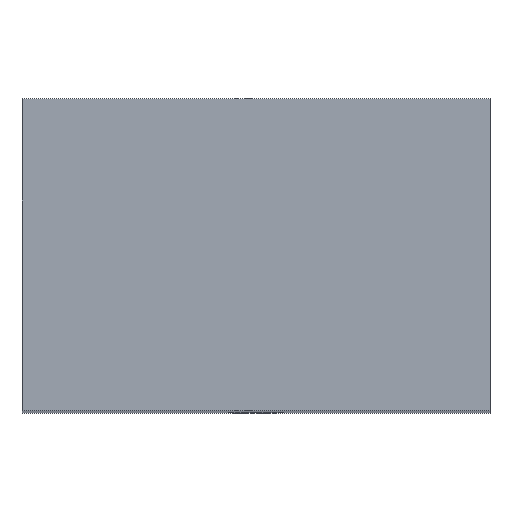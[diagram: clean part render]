
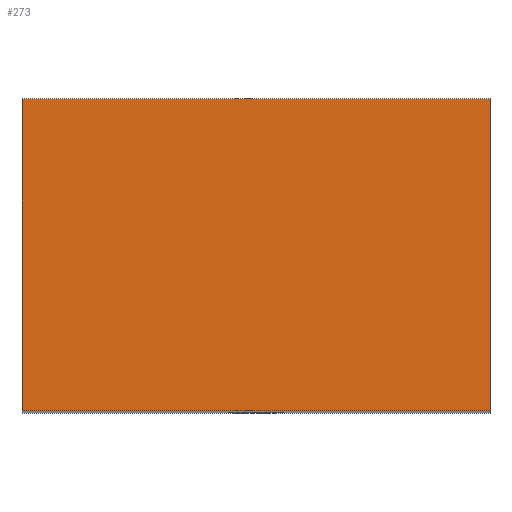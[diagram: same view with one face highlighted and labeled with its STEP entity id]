
A CAD part, top view. The second image highlights one B-rep face of the part: STEP entity #273.
In plain terms, the highlighted planar face has unit normal (0, 0, 1).
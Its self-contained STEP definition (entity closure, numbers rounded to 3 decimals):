
#43=FACE_OUTER_BOUND('',#61,.T.);
#61=EDGE_LOOP('',(#243,#244,#245,#246));
#81=LINE('',#441,#109);
#84=LINE('',#447,#112);
#87=LINE('',#453,#115);
#90=LINE('',#457,#118);
#109=VECTOR('',#365,10.);
#112=VECTOR('',#370,10.);
#115=VECTOR('',#375,10.);
#118=VECTOR('',#380,10.);
#137=VERTEX_POINT('',#438);
#138=VERTEX_POINT('',#440);
#140=VERTEX_POINT('',#446);
#142=VERTEX_POINT('',#452);
#169=EDGE_CURVE('',#138,#137,#81,.T.);
#172=EDGE_CURVE('',#140,#138,#84,.T.);
#175=EDGE_CURVE('',#142,#140,#87,.T.);
#178=EDGE_CURVE('',#137,#142,#90,.T.);
#243=ORIENTED_EDGE('',*,*,#178,.T.);
#244=ORIENTED_EDGE('',*,*,#175,.T.);
#245=ORIENTED_EDGE('',*,*,#172,.T.);
#246=ORIENTED_EDGE('',*,*,#169,.T.);
#259=PLANE('',#309);
#273=ADVANCED_FACE('',(#43),#259,.T.);
#309=AXIS2_PLACEMENT_3D('',#458,#381,#382);
#365=DIRECTION('',(1.,0.,0.));
#370=DIRECTION('',(0.,-1.,0.));
#375=DIRECTION('',(-1.,0.,0.));
#380=DIRECTION('',(0.,1.,0.));
#381=DIRECTION('center_axis',(0.,0.,1.));
#382=DIRECTION('ref_axis',(1.,0.,0.));
#438=CARTESIAN_POINT('',(30.,-20.,195.));
#440=CARTESIAN_POINT('',(-30.,-20.,195.));
#441=CARTESIAN_POINT('',(-30.,-20.,195.));
#446=CARTESIAN_POINT('',(-30.,20.,195.));
#447=CARTESIAN_POINT('',(-30.,20.,195.));
#452=CARTESIAN_POINT('',(30.,20.,195.));
#453=CARTESIAN_POINT('',(30.,20.,195.));
#457=CARTESIAN_POINT('',(30.,-20.,195.));
#458=CARTESIAN_POINT('Origin',(0.,0.,195.));
